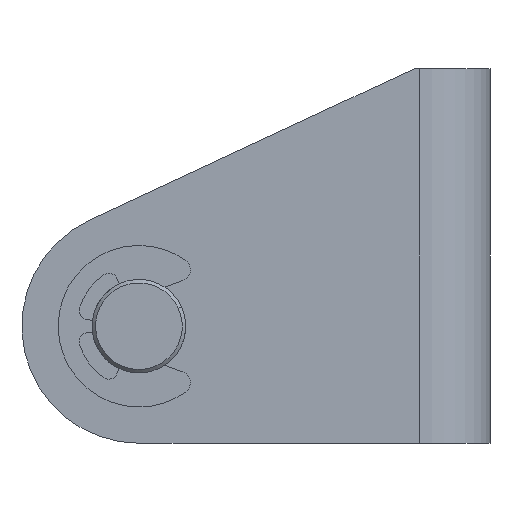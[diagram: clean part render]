
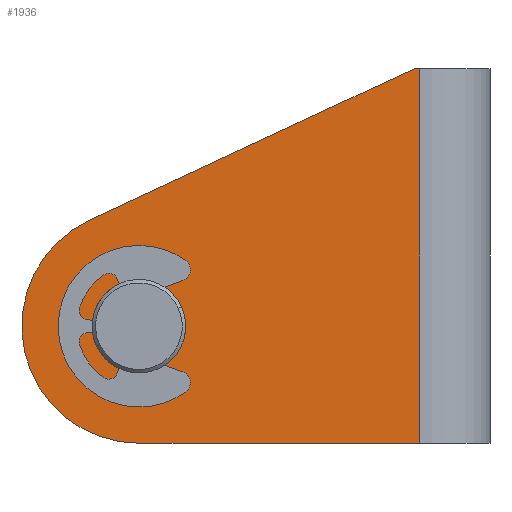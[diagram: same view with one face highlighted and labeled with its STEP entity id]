
A CAD part, left-side view. The second image highlights one B-rep face of the part: STEP entity #1936.
In plain terms, the highlighted planar face has unit normal (-1, 0, 0).
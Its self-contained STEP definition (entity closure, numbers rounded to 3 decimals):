
#163 = DIRECTION ( 'NONE',  ( 0., 0., 1. ) ) ;
#243 = CARTESIAN_POINT ( 'NONE',  ( -12.05, 30., 10. ) ) ;
#260 = EDGE_CURVE ( 'NONE', #519, #2262, #2508, .T. ) ;
#262 = EDGE_CURVE ( 'NONE', #2172, #1982, #1337, .T. ) ;
#277 = ORIENTED_EDGE ( 'NONE', *, *, #1271, .F. ) ;
#335 = CARTESIAN_POINT ( 'NONE',  ( -12.05, 6.483, 32. ) ) ;
#366 = DIRECTION ( 'NONE',  ( 0., 1., 0. ) ) ;
#404 = ORIENTED_EDGE ( 'NONE', *, *, #2430, .T. ) ;
#437 = CARTESIAN_POINT ( 'NONE',  ( -12.05, 30., 10. ) ) ;
#481 = CARTESIAN_POINT ( 'NONE',  ( -12.05, 6., 0. ) ) ;
#519 = VERTEX_POINT ( 'NONE', #1586 ) ;
#524 = PLANE ( 'NONE',  #781 ) ;
#550 = CARTESIAN_POINT ( 'NONE',  ( -12.05, 0., 0. ) ) ;
#568 = LINE ( 'NONE', #2661, #1391 ) ;
#598 = DIRECTION ( 'NONE',  ( -1., 0., 0. ) ) ;
#616 = EDGE_CURVE ( 'NONE', #1982, #2172, #2238, .T. ) ;
#641 = AXIS2_PLACEMENT_3D ( 'NONE', #437, #1254, #2088 ) ;
#660 = LINE ( 'NONE', #1481, #1197 ) ;
#768 = DIRECTION ( 'NONE',  ( 0., 0., -1. ) ) ;
#781 = AXIS2_PLACEMENT_3D ( 'NONE', #550, #2411, #768 ) ;
#814 = EDGE_CURVE ( 'NONE', #1708, #519, #568, .T. ) ;
#841 = EDGE_LOOP ( 'NONE', ( #842, #2129 ) ) ;
#842 = ORIENTED_EDGE ( 'NONE', *, *, #616, .F. ) ;
#1038 = CARTESIAN_POINT ( 'NONE',  ( -12.05, 34.226, 19.063 ) ) ;
#1065 = AXIS2_PLACEMENT_3D ( 'NONE', #2656, #598, #1613 ) ;
#1103 = DIRECTION ( 'NONE',  ( 0., -0.906, 0.423 ) ) ;
#1197 = VECTOR ( 'NONE', #1703, 1000. ) ;
#1254 = DIRECTION ( 'NONE',  ( 1., 0., 0. ) ) ;
#1271 = EDGE_CURVE ( 'NONE', #2262, #2501, #2330, .T. ) ;
#1317 = DIRECTION ( 'NONE',  ( 0., 0., 1. ) ) ;
#1337 = CIRCLE ( 'NONE', #2646, 4. ) ;
#1391 = VECTOR ( 'NONE', #366, 1000. ) ;
#1481 = CARTESIAN_POINT ( 'NONE',  ( -12.05, 0., 32. ) ) ;
#1570 = CARTESIAN_POINT ( 'NONE',  ( -12.05, 6., 32. ) ) ;
#1580 = EDGE_CURVE ( 'NONE', #1788, #2501, #660, .T. ) ;
#1582 = VECTOR ( 'NONE', #163, 1000. ) ;
#1586 = CARTESIAN_POINT ( 'NONE',  ( -12.05, 30., 0. ) ) ;
#1613 = DIRECTION ( 'NONE',  ( 0., 0., 1. ) ) ;
#1645 = ORIENTED_EDGE ( 'NONE', *, *, #1580, .T. ) ;
#1682 = CARTESIAN_POINT ( 'NONE',  ( -12.05, 6., 32. ) ) ;
#1703 = DIRECTION ( 'NONE',  ( 0., 1., 0. ) ) ;
#1708 = VERTEX_POINT ( 'NONE', #481 ) ;
#1788 = VERTEX_POINT ( 'NONE', #1682 ) ;
#1822 = DIRECTION ( 'NONE',  ( -1., 0., 0. ) ) ;
#1936 = ADVANCED_FACE ( 'NONE', ( #2387, #1937 ), #524, .F. ) ;
#1937 = FACE_OUTER_BOUND ( 'NONE', #2084, .T. ) ;
#1982 = VERTEX_POINT ( 'NONE', #2254 ) ;
#2045 = ORIENTED_EDGE ( 'NONE', *, *, #260, .F. ) ;
#2084 = EDGE_LOOP ( 'NONE', ( #2094, #404, #1645, #277, #2045 ) ) ;
#2088 = DIRECTION ( 'NONE',  ( 0., 0., -1. ) ) ;
#2094 = ORIENTED_EDGE ( 'NONE', *, *, #814, .F. ) ;
#2129 = ORIENTED_EDGE ( 'NONE', *, *, #262, .F. ) ;
#2172 = VERTEX_POINT ( 'NONE', #2513 ) ;
#2238 = CIRCLE ( 'NONE', #1065, 4. ) ;
#2254 = CARTESIAN_POINT ( 'NONE',  ( -12.05, 30., 14. ) ) ;
#2262 = VERTEX_POINT ( 'NONE', #1038 ) ;
#2330 = LINE ( 'NONE', #2358, #2629 ) ;
#2358 = CARTESIAN_POINT ( 'NONE',  ( -12.05, 13.415, 28.768 ) ) ;
#2387 = FACE_BOUND ( 'NONE', #841, .T. ) ;
#2411 = DIRECTION ( 'NONE',  ( 1., 0., 0. ) ) ;
#2419 = LINE ( 'NONE', #1570, #1582 ) ;
#2430 = EDGE_CURVE ( 'NONE', #1708, #1788, #2419, .T. ) ;
#2501 = VERTEX_POINT ( 'NONE', #335 ) ;
#2508 = CIRCLE ( 'NONE', #641, 10. ) ;
#2513 = CARTESIAN_POINT ( 'NONE',  ( -12.05, 30., 6. ) ) ;
#2629 = VECTOR ( 'NONE', #1103, 1000. ) ;
#2646 = AXIS2_PLACEMENT_3D ( 'NONE', #243, #1822, #1317 ) ;
#2656 = CARTESIAN_POINT ( 'NONE',  ( -12.05, 30., 10. ) ) ;
#2661 = CARTESIAN_POINT ( 'NONE',  ( -12.05, 0., 0. ) ) ;
